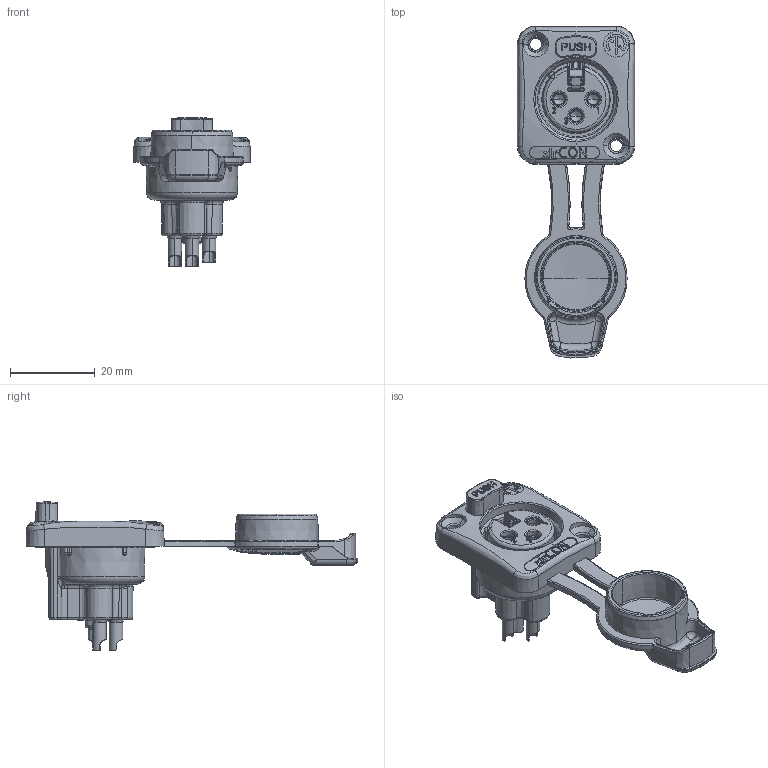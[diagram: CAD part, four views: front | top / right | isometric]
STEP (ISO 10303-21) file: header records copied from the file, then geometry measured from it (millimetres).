
FILE_DESCRIPTION((''),'2;1');
FILE_NAME('30010981','2023-09-29T11:43:10',('SYSTEM'),(''),'CREO PARAMETRIC BY PTC INC, 2021184','CREO PARAMETRIC BY PTC INC, 2021184','');
FILE_SCHEMA(('CONFIG_CONTROL_DESIGN'));
Length unit declared in the file: millimetre
Products named in the file (1): 30010981
Bounding box: 27.7 x 78.51 x 35.22 mm (x, y, z)
Volume: 0.4 mm3; surface area: 9680 mm2
Topology: 2 solids, 3 shells, 1564 faces, 4587 edges, 3017 vertices
Faces by surface type: extrusion 370, plane 362, cylinder 313, bspline 264, cone 109, torus 100, sphere 46
Entity records: 74406 total; most frequent: CARTESIAN_POINT 36717, ORIENTED_EDGE 9056, DIRECTION 5927, EDGE_CURVE 4528, VERTEX_POINT 3017, B_SPLINE_CURVE_WITH_KNOTS 2325, AXIS2_PLACEMENT_3D 2054, VECTOR 1819
